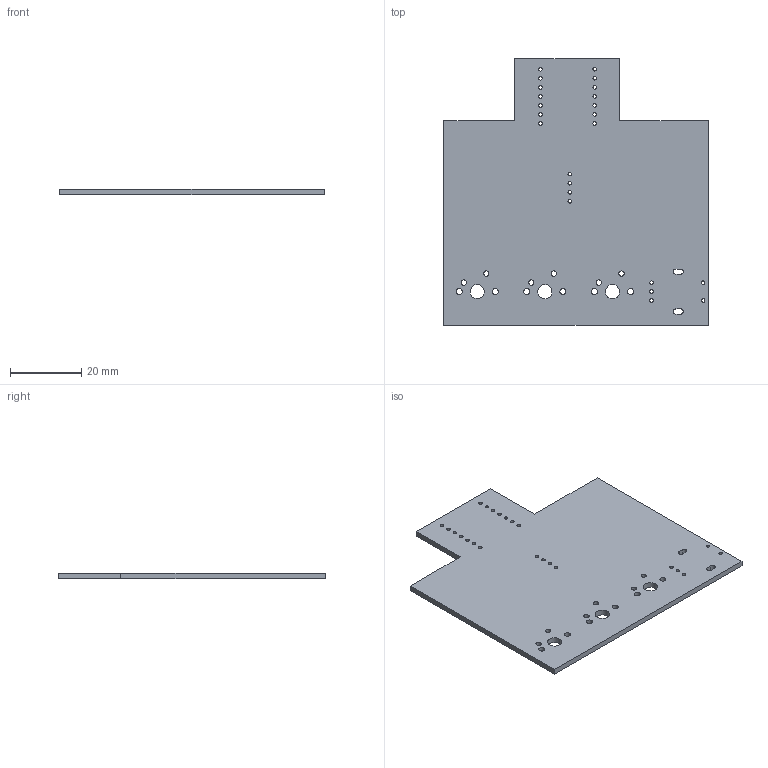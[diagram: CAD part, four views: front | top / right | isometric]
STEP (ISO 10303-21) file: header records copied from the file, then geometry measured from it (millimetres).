
FILE_DESCRIPTION(('KiCad electronic assembly'),'2;1');
FILE_NAME('macropad.step','2024-10-13T00:10:10',('Pcbnew'),('Kicad'), 'Open CASCADE STEP processor 7.8','KiCad to STEP converter','Unknown' );
FILE_SCHEMA(('AUTOMOTIVE_DESIGN { 1 0 10303 214 1 1 1 1 }'));
Length unit declared in the file: millimetre
Products named in the file (2): macropad 1; macropad_PCB
Assembly tree (1 placements, depth 2):
  macropad 1
    macropad_PCB
Bounding box: 74.5 x 75 x 1.6 mm (x, y, z)
Volume: 7540.1 mm3; surface area: 10199.4 mm2
Topology: 1 solids, 1 shells, 57 faces, 165 edges, 110 vertices
Faces by surface type: cylinder 42, plane 15
Full cylindrical faces by diameter (mm): 1 x23, 1.5 x6, 1.7 x6, 4 x3
Entity records: 2120 total; most frequent: DIRECTION 367, CARTESIAN_POINT 334, ORIENTED_EDGE 330, EDGE_CURVE 165, AXIS2_PLACEMENT_3D 143, FACE_BOUND 137, EDGE_LOOP 137, VERTEX_POINT 110
